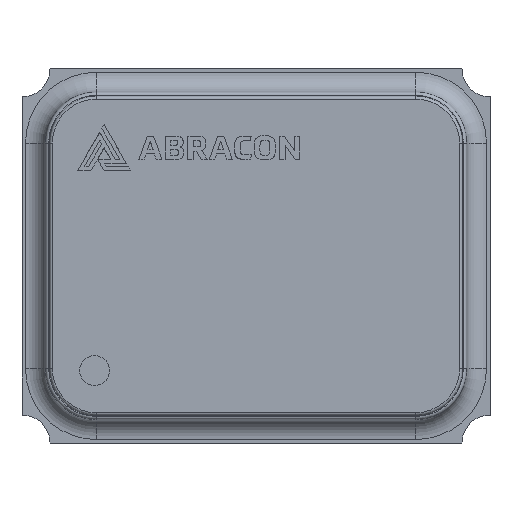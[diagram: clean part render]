
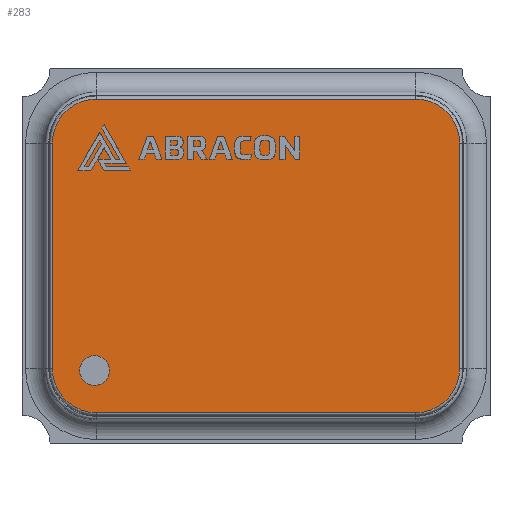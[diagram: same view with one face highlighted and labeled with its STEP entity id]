
A CAD part, top view. The second image highlights one B-rep face of the part: STEP entity #283.
In plain terms, the highlighted planar face has unit normal (0, 0, 1).
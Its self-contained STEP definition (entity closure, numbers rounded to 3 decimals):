
#95 = VERTEX_POINT('',#96);
#96 = CARTESIAN_POINT('',(-1.088,0.603,0.7));
#105 = VERTEX_POINT('',#106);
#106 = CARTESIAN_POINT('',(-1.088,-0.603,0.7));
#113 = EDGE_CURVE('',#95,#105,#114,.T.);
#114 = LINE('',#115,#116);
#115 = CARTESIAN_POINT('',(-1.088,0.603,0.7));
#116 = VECTOR('',#117,1.);
#117 = DIRECTION('',(0.,-1.,0.));
#213 = VERTEX_POINT('',#214);
#214 = CARTESIAN_POINT('',(-0.853,-0.838,0.7));
#221 = EDGE_CURVE('',#105,#213,#222,.T.);
#222 = CIRCLE('',#223,0.235);
#223 = AXIS2_PLACEMENT_3D('',#224,#225,#226);
#224 = CARTESIAN_POINT('',(-0.853,-0.603,0.7));
#225 = DIRECTION('',(0.,0.,1.));
#226 = DIRECTION('',(-1.,0.,0.));
#263 = EDGE_CURVE('',#264,#95,#266,.T.);
#264 = VERTEX_POINT('',#265);
#265 = CARTESIAN_POINT('',(-0.853,0.838,0.7));
#266 = CIRCLE('',#267,0.235);
#267 = AXIS2_PLACEMENT_3D('',#268,#269,#270);
#268 = CARTESIAN_POINT('',(-0.853,0.603,0.7));
#269 = DIRECTION('',(0.,0.,1.));
#270 = DIRECTION('',(0.,1.,0.));
#283 = ADVANCED_FACE('',(#284),#329,.T.);
#284 = FACE_BOUND('',#285,.T.);
#285 = EDGE_LOOP('',(#286,#294,#303,#311,#320,#326,#327,#328));
#286 = ORIENTED_EDGE('',*,*,#287,.T.);
#287 = EDGE_CURVE('',#213,#288,#290,.T.);
#288 = VERTEX_POINT('',#289);
#289 = CARTESIAN_POINT('',(0.853,-0.838,0.7));
#290 = LINE('',#291,#292);
#291 = CARTESIAN_POINT('',(-0.853,-0.838,0.7));
#292 = VECTOR('',#293,1.);
#293 = DIRECTION('',(1.,0.,0.));
#294 = ORIENTED_EDGE('',*,*,#295,.T.);
#295 = EDGE_CURVE('',#288,#296,#298,.T.);
#296 = VERTEX_POINT('',#297);
#297 = CARTESIAN_POINT('',(1.088,-0.603,0.7));
#298 = CIRCLE('',#299,0.235);
#299 = AXIS2_PLACEMENT_3D('',#300,#301,#302);
#300 = CARTESIAN_POINT('',(0.853,-0.603,0.7));
#301 = DIRECTION('',(0.,0.,1.));
#302 = DIRECTION('',(0.,-1.,0.));
#303 = ORIENTED_EDGE('',*,*,#304,.T.);
#304 = EDGE_CURVE('',#296,#305,#307,.T.);
#305 = VERTEX_POINT('',#306);
#306 = CARTESIAN_POINT('',(1.088,0.603,0.7));
#307 = LINE('',#308,#309);
#308 = CARTESIAN_POINT('',(1.088,-0.603,0.7));
#309 = VECTOR('',#310,1.);
#310 = DIRECTION('',(0.,1.,0.));
#311 = ORIENTED_EDGE('',*,*,#312,.T.);
#312 = EDGE_CURVE('',#305,#313,#315,.T.);
#313 = VERTEX_POINT('',#314);
#314 = CARTESIAN_POINT('',(0.853,0.838,0.7));
#315 = CIRCLE('',#316,0.235);
#316 = AXIS2_PLACEMENT_3D('',#317,#318,#319);
#317 = CARTESIAN_POINT('',(0.853,0.603,0.7));
#318 = DIRECTION('',(0.,0.,1.));
#319 = DIRECTION('',(1.,0.,0.));
#320 = ORIENTED_EDGE('',*,*,#321,.T.);
#321 = EDGE_CURVE('',#313,#264,#322,.T.);
#322 = LINE('',#323,#324);
#323 = CARTESIAN_POINT('',(0.853,0.838,0.7));
#324 = VECTOR('',#325,1.);
#325 = DIRECTION('',(-1.,0.,0.));
#326 = ORIENTED_EDGE('',*,*,#263,.T.);
#327 = ORIENTED_EDGE('',*,*,#113,.T.);
#328 = ORIENTED_EDGE('',*,*,#221,.T.);
#329 = PLANE('',#330);
#330 = AXIS2_PLACEMENT_3D('',#331,#332,#333);
#331 = CARTESIAN_POINT('',(-1.103,-0.853,0.7));
#332 = DIRECTION('',(0.,0.,1.));
#333 = DIRECTION('',(1.,0.,0.));
